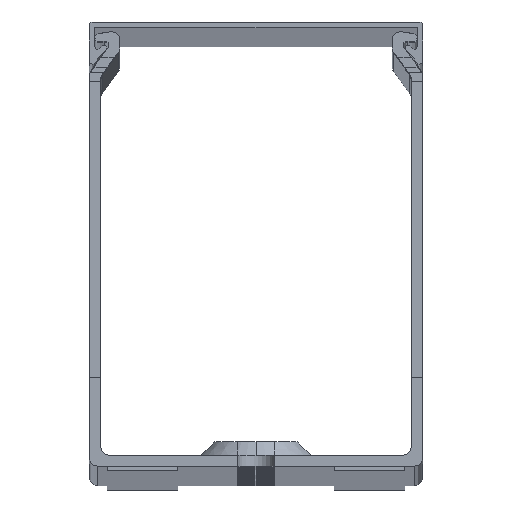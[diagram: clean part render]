
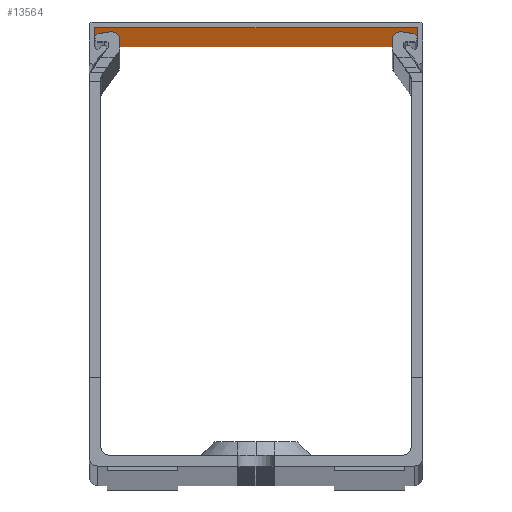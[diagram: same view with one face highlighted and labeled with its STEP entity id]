
A CAD part, top view. The second image highlights one B-rep face of the part: STEP entity #13564.
In plain terms, the highlighted planar face has unit normal (0, -1, 0).
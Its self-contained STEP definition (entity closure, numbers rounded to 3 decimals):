
#702 = CARTESIAN_POINT ( 'NONE',  ( -29., 79., 1060.585 ) ) ;
#949 = VECTOR ( 'NONE', #1692, 1000. ) ;
#1692 = DIRECTION ( 'NONE',  ( 0., 0., -1. ) ) ;
#1757 = LINE ( 'NONE', #9761, #19149 ) ;
#2094 = VERTEX_POINT ( 'NONE', #21642 ) ;
#3180 = DIRECTION ( 'NONE',  ( 0., 1., 0. ) ) ;
#4115 = ORIENTED_EDGE ( 'NONE', *, *, #19259, .T. ) ;
#6881 = VERTEX_POINT ( 'NONE', #19507 ) ;
#6982 = DIRECTION ( 'NONE',  ( 1., 0., 0. ) ) ;
#7672 = LINE ( 'NONE', #702, #949 ) ;
#9761 = CARTESIAN_POINT ( 'NONE',  ( -29., 79., -1000. ) ) ;
#9932 = EDGE_CURVE ( 'NONE', #15104, #6881, #7672, .T. ) ;
#10428 = DIRECTION ( 'NONE',  ( 0., 0., -1. ) ) ;
#13564 = ADVANCED_FACE ( 'NONE', ( #14287 ), #26910, .F. ) ;
#14206 = VECTOR ( 'NONE', #10428, 1000. ) ;
#14287 = FACE_OUTER_BOUND ( 'NONE', #18151, .T. ) ;
#14893 = ORIENTED_EDGE ( 'NONE', *, *, #25435, .F. ) ;
#15104 = VERTEX_POINT ( 'NONE', #19249 ) ;
#15940 = ORIENTED_EDGE ( 'NONE', *, *, #9932, .T. ) ;
#18151 = EDGE_LOOP ( 'NONE', ( #14893, #4115, #15940, #31808 ) ) ;
#19149 = VECTOR ( 'NONE', #6982, 1000. ) ;
#19249 = CARTESIAN_POINT ( 'NONE',  ( -29., 79., 1000. ) ) ;
#19259 = EDGE_CURVE ( 'NONE', #20070, #15104, #32008, .T. ) ;
#19507 = CARTESIAN_POINT ( 'NONE',  ( -29., 79., -1000. ) ) ;
#20070 = VERTEX_POINT ( 'NONE', #21539 ) ;
#21539 = CARTESIAN_POINT ( 'NONE',  ( 29., 79., 1000. ) ) ;
#21642 = CARTESIAN_POINT ( 'NONE',  ( 29., 79., -1000. ) ) ;
#21699 = CARTESIAN_POINT ( 'NONE',  ( -29., 79., 1060.585 ) ) ;
#21748 = EDGE_CURVE ( 'NONE', #6881, #2094, #1757, .T. ) ;
#23233 = CARTESIAN_POINT ( 'NONE',  ( 29., 79., 1060.585 ) ) ;
#25435 = EDGE_CURVE ( 'NONE', #20070, #2094, #25654, .T. ) ;
#25654 = LINE ( 'NONE', #23233, #14206 ) ;
#26910 = PLANE ( 'NONE',  #31307 ) ;
#27593 = DIRECTION ( 'NONE',  ( 0., 0., 1. ) ) ;
#30794 = DIRECTION ( 'NONE',  ( -1., 0., 0. ) ) ;
#31307 = AXIS2_PLACEMENT_3D ( 'NONE', #21699, #3180, #27593 ) ;
#31808 = ORIENTED_EDGE ( 'NONE', *, *, #21748, .T. ) ;
#32008 = LINE ( 'NONE', #33210, #33109 ) ;
#33109 = VECTOR ( 'NONE', #30794, 1000. ) ;
#33210 = CARTESIAN_POINT ( 'NONE',  ( -29., 79., 1000. ) ) ;
